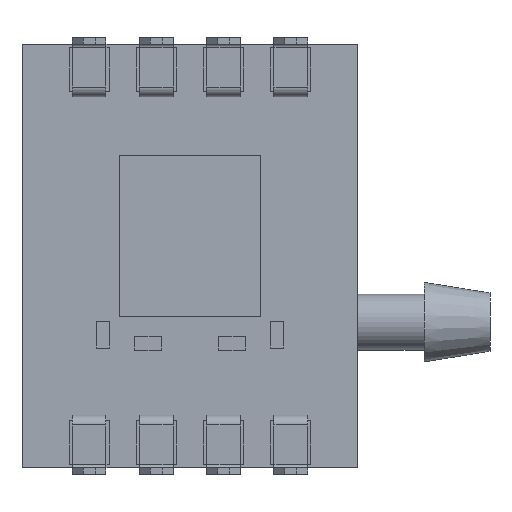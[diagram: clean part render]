
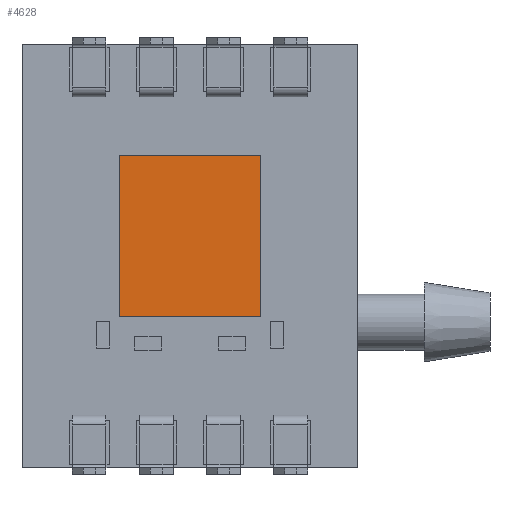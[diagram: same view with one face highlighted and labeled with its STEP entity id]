
A CAD part, front view. The second image highlights one B-rep face of the part: STEP entity #4628.
In plain terms, the highlighted planar face has unit normal (0, -1, 0).
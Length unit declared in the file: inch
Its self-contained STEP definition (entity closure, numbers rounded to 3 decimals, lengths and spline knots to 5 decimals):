
#667 = ORIENTED_EDGE ( 'NONE', *, *, #5891, .T. ) ;
#668 = ORIENTED_EDGE ( 'NONE', *, *, #5883, .T. ) ;
#669 = ORIENTED_EDGE ( 'NONE', *, *, #5886, .T. ) ;
#670 = ORIENTED_EDGE ( 'NONE', *, *, #5884, .T. ) ;
#1505 = FACE_OUTER_BOUND ( 'NONE', #3910, .T. ) ;
#1558 = CARTESIAN_POINT ( 'NONE',  ( 0.105, -0.09173, 0.15 ) ) ;
#1588 = CARTESIAN_POINT ( 'NONE',  ( -0.105, -0.09173, 0.15 ) ) ;
#1669 = CARTESIAN_POINT ( 'NONE',  ( -0.105, -0.09173, -0.09 ) ) ;
#1685 = DIRECTION ( 'NONE',  ( 1., 0., 0. ) ) ;
#1689 = DIRECTION ( 'NONE',  ( 0., 0., -1. ) ) ;
#2327 = DIRECTION ( 'NONE',  ( -1., 0., 0. ) ) ;
#2328 = CARTESIAN_POINT ( 'NONE',  ( -0.105, -0.09173, 0.15 ) ) ;
#2329 = DIRECTION ( 'NONE',  ( 0., 0., 1. ) ) ;
#3910 = EDGE_LOOP ( 'NONE', ( #670, #669, #668, #667 ) ) ;
#4628 = ADVANCED_FACE ( 'NONE', ( #1505 ), #13534, .T. ) ;
#5883 = EDGE_CURVE ( 'NONE', #13695, #14333, #12386, .T. ) ;
#5884 = EDGE_CURVE ( 'NONE', #13754, #13756, #12384, .T. ) ;
#5886 = EDGE_CURVE ( 'NONE', #13756, #13695, #12382, .T. ) ;
#5891 = EDGE_CURVE ( 'NONE', #14333, #13754, #12368, .T. ) ;
#6448 = AXIS2_PLACEMENT_3D ( 'NONE', #13541, #13527, #13525 ) ;
#8712 = CARTESIAN_POINT ( 'NONE',  ( -0.105, -0.09173, 0.15 ) ) ;
#8812 = CARTESIAN_POINT ( 'NONE',  ( 0.105, -0.09173, -0.09 ) ) ;
#8815 = CARTESIAN_POINT ( 'NONE',  ( 0.105, -0.09173, 0.15 ) ) ;
#9655 = CARTESIAN_POINT ( 'NONE',  ( -0.105, -0.09173, -0.09 ) ) ;
#12363 = VECTOR ( 'NONE', #1685, 39.37008 ) ;
#12368 = LINE ( 'NONE', #1669, #12363 ) ;
#12373 = VECTOR ( 'NONE', #2327, 39.37008 ) ;
#12377 = VECTOR ( 'NONE', #2329, 39.37008 ) ;
#12381 = VECTOR ( 'NONE', #1689, 39.37008 ) ;
#12382 = LINE ( 'NONE', #2328, #12373 ) ;
#12384 = LINE ( 'NONE', #1558, #12377 ) ;
#12386 = LINE ( 'NONE', #1588, #12381 ) ;
#13525 = DIRECTION ( 'NONE',  ( 0., 0., -1. ) ) ;
#13527 = DIRECTION ( 'NONE',  ( 0., -1., 0. ) ) ;
#13534 = PLANE ( 'NONE',  #6448 ) ;
#13541 = CARTESIAN_POINT ( 'NONE',  ( 0.105, -0.09173, -0.09 ) ) ;
#13695 = VERTEX_POINT ( 'NONE', #8712 ) ;
#13754 = VERTEX_POINT ( 'NONE', #8812 ) ;
#13756 = VERTEX_POINT ( 'NONE', #8815 ) ;
#14333 = VERTEX_POINT ( 'NONE', #9655 ) ;
